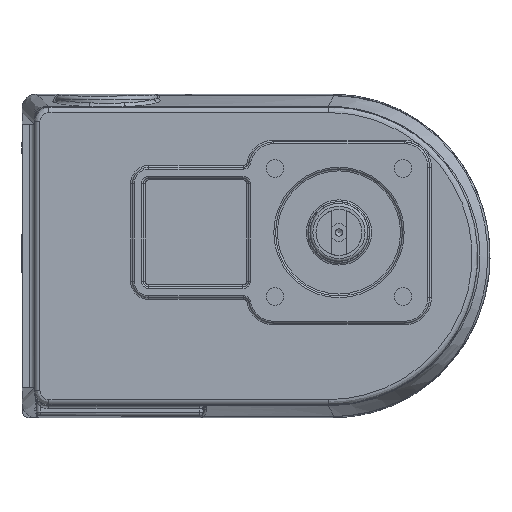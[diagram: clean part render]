
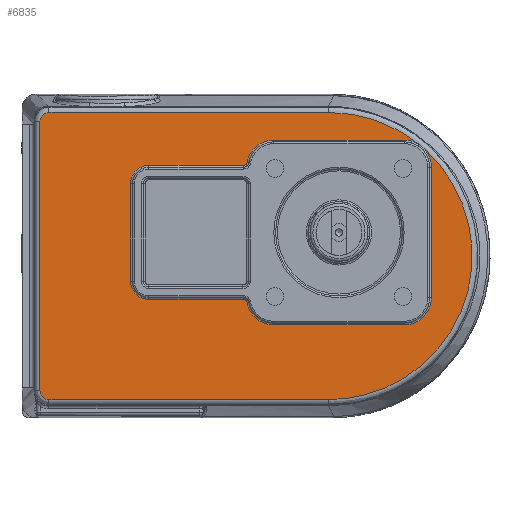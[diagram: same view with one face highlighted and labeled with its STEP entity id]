
A CAD part, front view. The second image highlights one B-rep face of the part: STEP entity #6835.
In plain terms, the highlighted planar face has unit normal (0, -1, 0).
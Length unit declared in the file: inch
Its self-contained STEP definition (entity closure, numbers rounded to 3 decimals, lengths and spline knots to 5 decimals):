
#322=CIRCLE('',#7390,0.03937);
#325=CIRCLE('',#7395,0.19685);
#329=CIRCLE('',#7401,0.19685);
#333=CIRCLE('',#7407,0.03937);
#336=CIRCLE('',#7411,0.29528);
#340=CIRCLE('',#7417,0.29528);
#345=CIRCLE('',#7423,0.29528);
#348=CIRCLE('',#7428,0.29528);
#351=CIRCLE('',#7433,0.29528);
#1065=FACE_OUTER_BOUND('',#1513,.T.);
#1513=EDGE_LOOP('',(#5215,#5216,#5217,#5218,#5219,#5220,#5221,#5222,#5223,
#5224,#5225,#5226,#5227,#5228,#5229,#5230,#5231,#5232,#5233,#5234,#5235,
#5236));
#1768=ELLIPSE('',#7448,1.5602,1.55996);
#1769=ELLIPSE('',#7451,1.56021,1.55997);
#1774=ELLIPSE('',#7602,0.0992,0.09843);
#1775=ELLIPSE('',#7603,0.0992,0.09843);
#1916=LINE('',#13739,#2316);
#1918=LINE('',#13751,#2318);
#1920=LINE('',#13763,#2320);
#1922=LINE('',#13781,#2322);
#1924=LINE('',#13830,#2324);
#1926=LINE('',#13842,#2326);
#1981=LINE('',#14444,#2381);
#1983=LINE('',#14451,#2383);
#1985=LINE('',#14544,#2385);
#2316=VECTOR('',#8541,0.3937);
#2318=VECTOR('',#8555,0.3937);
#2320=VECTOR('',#8569,0.3937);
#2322=VECTOR('',#8591,0.3937);
#2324=VECTOR('',#8615,0.3937);
#2326=VECTOR('',#8629,0.3937);
#2381=VECTOR('',#9008,0.3937);
#2383=VECTOR('',#9016,0.3937);
#2385=VECTOR('',#9030,0.3937);
#2840=VERTEX_POINT('',#13727);
#2843=VERTEX_POINT('',#13732);
#2845=VERTEX_POINT('',#13737);
#2847=VERTEX_POINT('',#13743);
#2849=VERTEX_POINT('',#13749);
#2851=VERTEX_POINT('',#13755);
#2853=VERTEX_POINT('',#13761);
#2855=VERTEX_POINT('',#13767);
#2857=VERTEX_POINT('',#13773);
#2859=VERTEX_POINT('',#13779);
#2861=VERTEX_POINT('',#13785);
#2863=VERTEX_POINT('',#13810);
#2865=VERTEX_POINT('',#13823);
#2867=VERTEX_POINT('',#13828);
#2869=VERTEX_POINT('',#13834);
#2871=VERTEX_POINT('',#13840);
#2881=VERTEX_POINT('',#13931);
#2883=VERTEX_POINT('',#13945);
#2946=VERTEX_POINT('',#14443);
#2948=VERTEX_POINT('',#14449);
#2949=VERTEX_POINT('',#14541);
#2950=VERTEX_POINT('',#14543);
#3566=EDGE_CURVE('',#2843,#2840,#322,.T.);
#3568=EDGE_CURVE('',#2845,#2843,#1916,.T.);
#3571=EDGE_CURVE('',#2847,#2845,#325,.T.);
#3574=EDGE_CURVE('',#2849,#2847,#1918,.T.);
#3577=EDGE_CURVE('',#2851,#2849,#329,.T.);
#3580=EDGE_CURVE('',#2853,#2851,#1920,.T.);
#3583=EDGE_CURVE('',#2855,#2853,#333,.T.);
#3586=EDGE_CURVE('',#2857,#2855,#336,.T.);
#3589=EDGE_CURVE('',#2859,#2857,#1922,.T.);
#3592=EDGE_CURVE('',#2861,#2859,#340,.T.);
#3599=EDGE_CURVE('',#2865,#2863,#345,.T.);
#3601=EDGE_CURVE('',#2867,#2865,#1924,.T.);
#3604=EDGE_CURVE('',#2869,#2867,#348,.T.);
#3607=EDGE_CURVE('',#2871,#2869,#1926,.T.);
#3609=EDGE_CURVE('',#2840,#2871,#351,.T.);
#3628=EDGE_CURVE('',#2863,#2881,#1768,.T.);
#3632=EDGE_CURVE('',#2883,#2861,#1769,.T.);
#3754=EDGE_CURVE('',#2881,#2946,#1981,.T.);
#3758=EDGE_CURVE('',#2948,#2883,#1983,.T.);
#3762=EDGE_CURVE('',#2949,#2948,#1774,.T.);
#3763=EDGE_CURVE('',#2950,#2949,#1985,.T.);
#3764=EDGE_CURVE('',#2946,#2950,#1775,.T.);
#5215=ORIENTED_EDGE('',*,*,#3592,.F.);
#5216=ORIENTED_EDGE('',*,*,#3632,.F.);
#5217=ORIENTED_EDGE('',*,*,#3758,.F.);
#5218=ORIENTED_EDGE('',*,*,#3762,.F.);
#5219=ORIENTED_EDGE('',*,*,#3763,.F.);
#5220=ORIENTED_EDGE('',*,*,#3764,.F.);
#5221=ORIENTED_EDGE('',*,*,#3754,.F.);
#5222=ORIENTED_EDGE('',*,*,#3628,.F.);
#5223=ORIENTED_EDGE('',*,*,#3599,.F.);
#5224=ORIENTED_EDGE('',*,*,#3601,.F.);
#5225=ORIENTED_EDGE('',*,*,#3604,.F.);
#5226=ORIENTED_EDGE('',*,*,#3607,.F.);
#5227=ORIENTED_EDGE('',*,*,#3609,.F.);
#5228=ORIENTED_EDGE('',*,*,#3566,.F.);
#5229=ORIENTED_EDGE('',*,*,#3568,.F.);
#5230=ORIENTED_EDGE('',*,*,#3571,.F.);
#5231=ORIENTED_EDGE('',*,*,#3574,.F.);
#5232=ORIENTED_EDGE('',*,*,#3577,.F.);
#5233=ORIENTED_EDGE('',*,*,#3580,.F.);
#5234=ORIENTED_EDGE('',*,*,#3583,.F.);
#5235=ORIENTED_EDGE('',*,*,#3586,.F.);
#5236=ORIENTED_EDGE('',*,*,#3589,.F.);
#6103=PLANE('',#7601);
#6835=ADVANCED_FACE('',(#1065),#6103,.T.);
#7390=AXIS2_PLACEMENT_3D('',#13734,#8535,#8536);
#7395=AXIS2_PLACEMENT_3D('',#13745,#8547,#8548);
#7401=AXIS2_PLACEMENT_3D('',#13757,#8561,#8562);
#7407=AXIS2_PLACEMENT_3D('',#13769,#8575,#8576);
#7411=AXIS2_PLACEMENT_3D('',#13775,#8583,#8584);
#7417=AXIS2_PLACEMENT_3D('',#13787,#8597,#8598);
#7423=AXIS2_PLACEMENT_3D('',#13825,#8609,#8610);
#7428=AXIS2_PLACEMENT_3D('',#13836,#8621,#8622);
#7433=AXIS2_PLACEMENT_3D('',#13845,#8633,#8634);
#7448=AXIS2_PLACEMENT_3D('',#13932,#8675,#8676);
#7451=AXIS2_PLACEMENT_3D('',#13947,#8681,#8682);
#7601=AXIS2_PLACEMENT_3D('',#14540,#9026,#9027);
#7602=AXIS2_PLACEMENT_3D('',#14542,#9028,#9029);
#7603=AXIS2_PLACEMENT_3D('',#14545,#9031,#9032);
#8535=DIRECTION('center_axis',(0.,1.,0.));
#8536=DIRECTION('ref_axis',(0.642,0.,0.767));
#8541=DIRECTION('',(1.,0.,0.));
#8547=DIRECTION('center_axis',(0.,-1.,0.));
#8548=DIRECTION('ref_axis',(-0.707,0.,-0.707));
#8555=DIRECTION('',(0.,0.,-1.));
#8561=DIRECTION('center_axis',(0.,-1.,0.));
#8562=DIRECTION('ref_axis',(-0.707,0.,0.707));
#8569=DIRECTION('',(-1.,0.,0.));
#8575=DIRECTION('center_axis',(0.,1.,0.));
#8576=DIRECTION('ref_axis',(0.642,0.,-0.767));
#8583=DIRECTION('center_axis',(0.,-1.,0.));
#8584=DIRECTION('ref_axis',(-0.642,0.,0.767));
#8591=DIRECTION('',(-1.,0.,0.));
#8597=DIRECTION('center_axis',(0.,-1.,0.));
#8598=DIRECTION('ref_axis',(0.707,0.,0.707));
#8609=DIRECTION('center_axis',(0.,-1.,0.));
#8610=DIRECTION('ref_axis',(0.707,0.,0.707));
#8615=DIRECTION('',(0.,0.,1.));
#8621=DIRECTION('center_axis',(0.,-1.,0.));
#8622=DIRECTION('ref_axis',(0.707,0.,-0.707));
#8629=DIRECTION('',(1.,0.,0.));
#8633=DIRECTION('center_axis',(0.,-1.,0.));
#8634=DIRECTION('ref_axis',(-0.642,0.,-0.767));
#8675=DIRECTION('center_axis',(0.,1.,0.));
#8676=DIRECTION('ref_axis',(0.,0.,
1.));
#8681=DIRECTION('center_axis',(0.,1.,0.));
#8682=DIRECTION('ref_axis',(0.008,0.,1.));
#9008=DIRECTION('',(-1.,0.,0.));
#9016=DIRECTION('',(1.,0.,0.));
#9026=DIRECTION('center_axis',(0.,-1.,0.));
#9027=DIRECTION('ref_axis',(0.,0.,-1.));
#9028=DIRECTION('center_axis',(0.,1.,0.));
#9029=DIRECTION('ref_axis',(-0.696,0.,0.718));
#9030=DIRECTION('',(0.,0.,1.));
#9031=DIRECTION('center_axis',(0.,1.,0.));
#9032=DIRECTION('ref_axis',(-0.696,0.,-0.718));
#13727=CARTESIAN_POINT('',(-1.09641,0.22015,-0.76077));
#13732=CARTESIAN_POINT('',(-1.13516,0.22015,-0.72835));
#13734=CARTESIAN_POINT('Origin',(-1.13516,0.22015,-0.76772));
#13737=CARTESIAN_POINT('',(-2.16403,0.22015,-0.72835));
#13739=CARTESIAN_POINT('',(-1.72323,0.22015,-0.72835));
#13743=CARTESIAN_POINT('',(-2.36088,0.22015,-0.5315));
#13745=CARTESIAN_POINT('Origin',(-2.16403,0.22015,-0.5315));
#13749=CARTESIAN_POINT('',(-2.36088,0.22015,0.5315));
#13751=CARTESIAN_POINT('',(-2.36088,0.22015,0.1378));
#13755=CARTESIAN_POINT('',(-2.16403,0.22015,0.72835));
#13757=CARTESIAN_POINT('Origin',(-2.16403,0.22015,0.5315));
#13761=CARTESIAN_POINT('',(-1.13516,0.22015,0.72835));
#13763=CARTESIAN_POINT('',(-1.20879,0.22015,0.72835));
#13767=CARTESIAN_POINT('',(-1.09641,0.22015,0.76077));
#13769=CARTESIAN_POINT('Origin',(-1.13516,0.22015,0.76772));
#13773=CARTESIAN_POINT('',(-0.80577,0.22015,1.00394));
#13775=CARTESIAN_POINT('Origin',(-0.80577,0.22015,0.70866));
#13779=CARTESIAN_POINT('',(0.61156,0.22015,1.00394));
#13781=CARTESIAN_POINT('',(-0.33544,0.22015,1.00394));
#13785=CARTESIAN_POINT('',(0.77393,0.22015,0.95529));
#13787=CARTESIAN_POINT('Origin',(0.61156,0.22015,0.70866));
#13810=CARTESIAN_POINT('',(0.82914,0.22015,0.90828));
#13823=CARTESIAN_POINT('',(0.90683,0.22015,0.70866));
#13825=CARTESIAN_POINT('Origin',(0.61156,0.22015,0.70866));
#13828=CARTESIAN_POINT('',(0.90683,0.22015,-0.70866));
#13830=CARTESIAN_POINT('',(0.90683,0.22015,-0.48228));
#13834=CARTESIAN_POINT('',(0.61156,0.22015,-1.00394));
#13836=CARTESIAN_POINT('Origin',(0.61156,0.22015,-0.70866));
#13840=CARTESIAN_POINT('',(-0.80577,0.22015,-1.00394));
#13842=CARTESIAN_POINT('',(-1.0441,0.22015,-1.00394));
#13845=CARTESIAN_POINT('Origin',(-0.80577,0.22015,-0.70866));
#13931=CARTESIAN_POINT('',(-0.20941,0.22015,-1.81611));
#13932=CARTESIAN_POINT('Origin',(-0.20941,0.22015,-0.25591));
#13945=CARTESIAN_POINT('',(-0.20941,0.22015,1.3043));
#13947=CARTESIAN_POINT('Origin',(-0.20942,0.22015,-0.25591));
#14443=CARTESIAN_POINT('',(-3.24862,0.22015,-1.81611));
#14444=CARTESIAN_POINT('',(-0.7435,0.22015,-1.81611));
#14449=CARTESIAN_POINT('',(-3.24862,0.22015,1.3043));
#14451=CARTESIAN_POINT('',(-2.3416,0.22015,1.3043));
#14540=CARTESIAN_POINT('Origin',(-1.28243,0.22015,-0.25591));
#14541=CARTESIAN_POINT('',(-3.34665,0.22015,1.20625));
#14542=CARTESIAN_POINT('Origin',(-3.24785,0.22015,1.20547));
#14543=CARTESIAN_POINT('',(-3.34665,0.22015,-1.71806));
#14544=CARTESIAN_POINT('',(-3.34665,0.22015,0.62402));
#14545=CARTESIAN_POINT('Origin',(-3.24785,0.22015,-1.71728));
